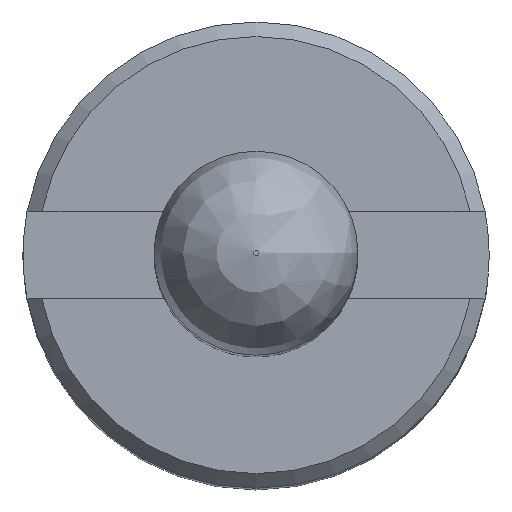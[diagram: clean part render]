
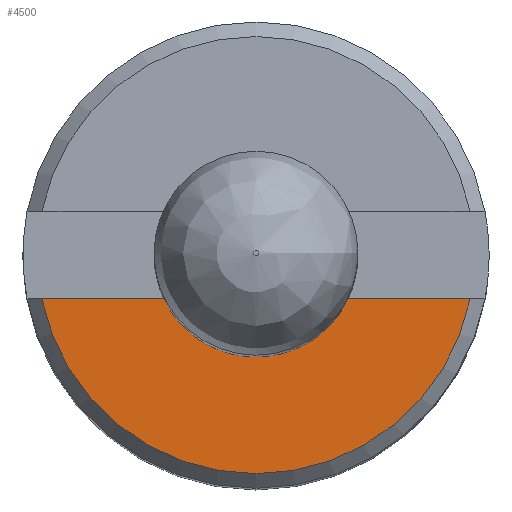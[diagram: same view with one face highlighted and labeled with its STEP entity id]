
A CAD part, top view. The second image highlights one B-rep face of the part: STEP entity #4500.
In plain terms, the highlighted face is planar.
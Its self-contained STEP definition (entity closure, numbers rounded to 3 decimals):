
#116=PLANE('',#4772);
#215=CIRCLE('',#4773,7.5);
#216=CIRCLE('',#4774,3.5);
#507=FACE_OUTER_BOUND('',#773,.T.);
#773=EDGE_LOOP('',(#3855,#3856,#3857,#3858));
#1054=LINE('',#10636,#1340);
#1060=LINE('',#10656,#1346);
#1340=VECTOR('',#5434,10.);
#1346=VECTOR('',#5442,10.);
#1988=VERTEX_POINT('',#10632);
#1990=VERTEX_POINT('',#10635);
#1994=VERTEX_POINT('',#10646);
#1997=VERTEX_POINT('',#10652);
#2604=EDGE_CURVE('',#1990,#1988,#1054,.T.);
#2612=EDGE_CURVE('',#1994,#1997,#1060,.T.);
#2635=EDGE_CURVE('',#1997,#1990,#215,.T.);
#2636=EDGE_CURVE('',#1994,#1988,#216,.T.);
#3855=ORIENTED_EDGE('',*,*,#2612,.T.);
#3856=ORIENTED_EDGE('',*,*,#2635,.T.);
#3857=ORIENTED_EDGE('',*,*,#2604,.T.);
#3858=ORIENTED_EDGE('',*,*,#2636,.F.);
#4500=ADVANCED_FACE('',(#507),#116,.T.);
#4772=AXIS2_PLACEMENT_3D('',#10702,#5486,#5487);
#4773=AXIS2_PLACEMENT_3D('',#10703,#5488,#5489);
#4774=AXIS2_PLACEMENT_3D('',#10704,#5490,#5491);
#5434=DIRECTION('',(0.,1.,0.));
#5442=DIRECTION('',(0.,1.,0.));
#5486=DIRECTION('center_axis',(1.,0.,0.));
#5487=DIRECTION('ref_axis',(0.,0.,-1.));
#5488=DIRECTION('center_axis',(1.,0.,0.));
#5489=DIRECTION('ref_axis',(0.,1.,0.));
#5490=DIRECTION('center_axis',(1.,0.,0.));
#5491=DIRECTION('ref_axis',(0.,1.,0.));
#10632=CARTESIAN_POINT('',(200.,-3.162,1.5));
#10635=CARTESIAN_POINT('',(200.,-7.348,1.5));
#10636=CARTESIAN_POINT('',(200.,6.923,1.5));
#10646=CARTESIAN_POINT('',(200.,3.162,1.5));
#10652=CARTESIAN_POINT('',(200.,7.348,1.5));
#10656=CARTESIAN_POINT('',(200.,6.923,1.5));
#10702=CARTESIAN_POINT('Origin',(200.,5.5,0.));
#10703=CARTESIAN_POINT('Origin',(200.,0.,0.));
#10704=CARTESIAN_POINT('Origin',(200.,0.,0.));
